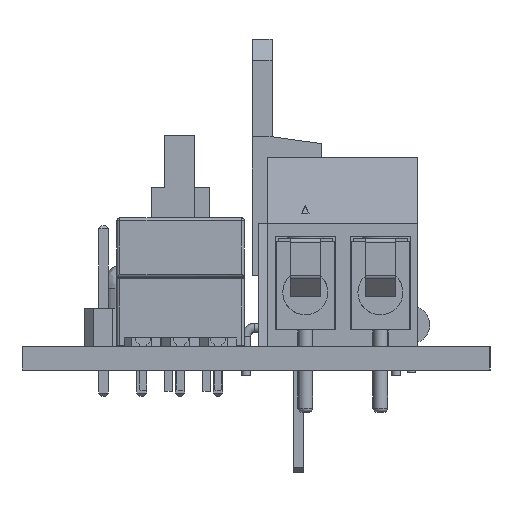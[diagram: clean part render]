
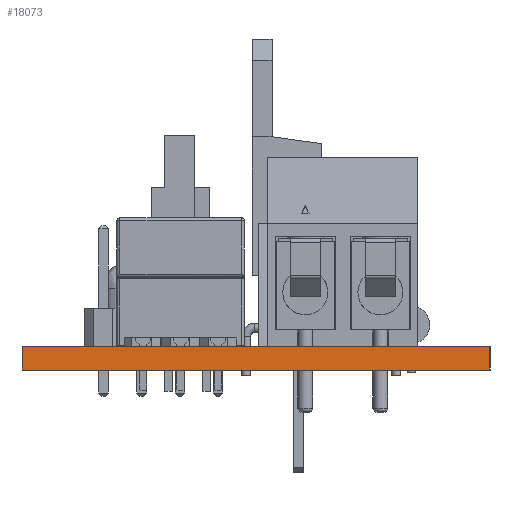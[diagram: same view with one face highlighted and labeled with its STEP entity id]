
A CAD part, left-side view. The second image highlights one B-rep face of the part: STEP entity #18073.
In plain terms, the highlighted planar face has unit normal (-1, 0, 0).
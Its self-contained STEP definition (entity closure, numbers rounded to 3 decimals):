
#871=PLANE('',#19278);
#1605=FACE_OUTER_BOUND('',#2600,.T.);
#2600=EDGE_LOOP('',(#12227,#12228,#12229,#12230));
#3780=LINE('',#24621,#5712);
#3781=LINE('',#24623,#5713);
#3782=LINE('',#24625,#5714);
#3783=LINE('',#24626,#5715);
#5712=VECTOR('',#20548,10.);
#5713=VECTOR('',#20549,10.);
#5714=VECTOR('',#20550,10.);
#5715=VECTOR('',#20551,10.);
#7927=VERTEX_POINT('',#24619);
#7928=VERTEX_POINT('',#24620);
#7929=VERTEX_POINT('',#24622);
#7930=VERTEX_POINT('',#24624);
#9630=EDGE_CURVE('',#7927,#7928,#3780,.T.);
#9631=EDGE_CURVE('',#7927,#7929,#3781,.T.);
#9632=EDGE_CURVE('',#7930,#7929,#3782,.T.);
#9633=EDGE_CURVE('',#7928,#7930,#3783,.T.);
#12227=ORIENTED_EDGE('',*,*,#9630,.F.);
#12228=ORIENTED_EDGE('',*,*,#9631,.T.);
#12229=ORIENTED_EDGE('',*,*,#9632,.F.);
#12230=ORIENTED_EDGE('',*,*,#9633,.F.);
#18073=ADVANCED_FACE('',(#1605),#871,.T.);
#19278=AXIS2_PLACEMENT_3D('',#24618,#20546,#20547);
#20546=DIRECTION('center_axis',(-1.,0.,0.));
#20547=DIRECTION('ref_axis',(0.,-1.,0.));
#20548=DIRECTION('',(0.,1.,0.));
#20549=DIRECTION('',(0.,0.,1.));
#20550=DIRECTION('',(0.,-1.,0.));
#20551=DIRECTION('',(0.,0.,1.));
#24618=CARTESIAN_POINT('Origin',(-9.017,27.026,0.));
#24619=CARTESIAN_POINT('',(-9.017,-4.14,0.));
#24620=CARTESIAN_POINT('',(-9.017,27.026,0.));
#24621=CARTESIAN_POINT('',(-9.017,-4.14,0.));
#24622=CARTESIAN_POINT('',(-9.017,-4.14,1.57));
#24623=CARTESIAN_POINT('',(-9.017,-4.14,0.));
#24624=CARTESIAN_POINT('',(-9.017,27.026,1.57));
#24625=CARTESIAN_POINT('',(-9.017,-4.14,1.57));
#24626=CARTESIAN_POINT('',(-9.017,27.026,0.));
